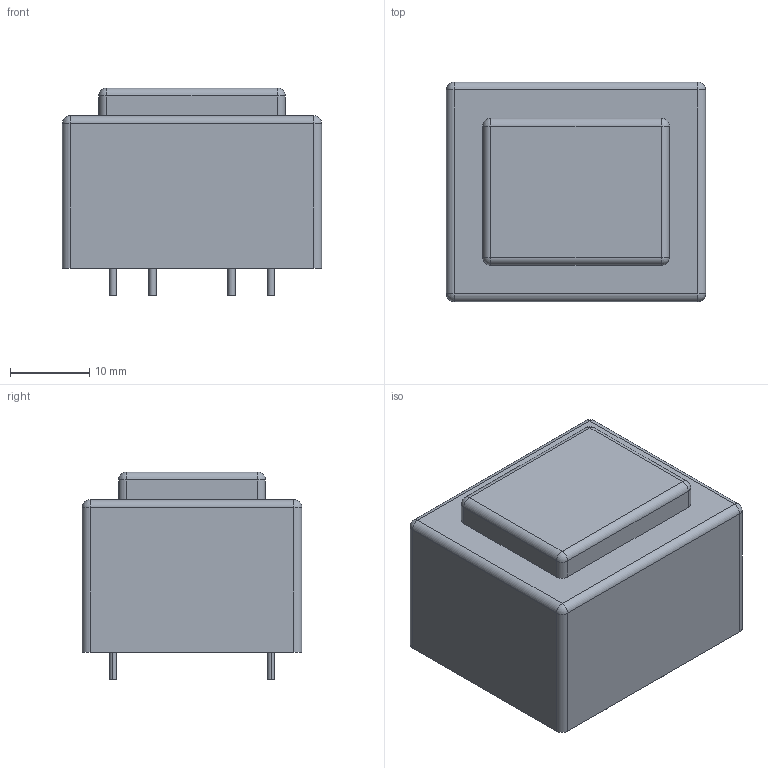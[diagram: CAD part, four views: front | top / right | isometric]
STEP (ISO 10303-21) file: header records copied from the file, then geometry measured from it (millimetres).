
FILE_DESCRIPTION((''),'2;1');
FILE_NAME('XFMR_ERA_030-7234.stp','2015-09-21T11:46:10',(''),(''),'Mechanical Desktop 2011','Mechanical Desktop 2011',', , ');
FILE_SCHEMA(('AUTOMOTIVE_DESIGN { 1 2 10303 214 1 1 1 1 }'));
Length unit declared in the file: millimetre
Products named in the file (1): Product
Bounding box: 32.8 x 27.8 x 26.3 mm (x, y, z)
Volume: 19081.4 mm3; surface area: 4374.4 mm2
Topology: 5 solids, 5 shells, 51 faces, 96 edges, 56 vertices
Faces by surface type: cylinder 24, plane 19, sphere 8
Entity records: 1314 total; most frequent: DIRECTION 248, CARTESIAN_POINT 204, ORIENTED_EDGE 192, AXIS2_PLACEMENT_3D 100, EDGE_CURVE 96, VERTEX_POINT 56, EDGE_LOOP 52, FACE_OUTER_BOUND 51
